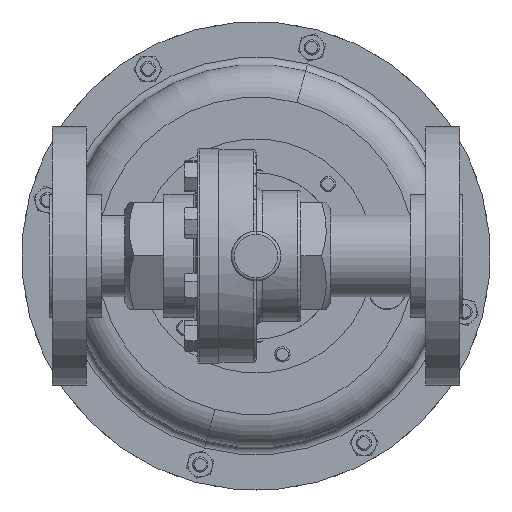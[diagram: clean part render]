
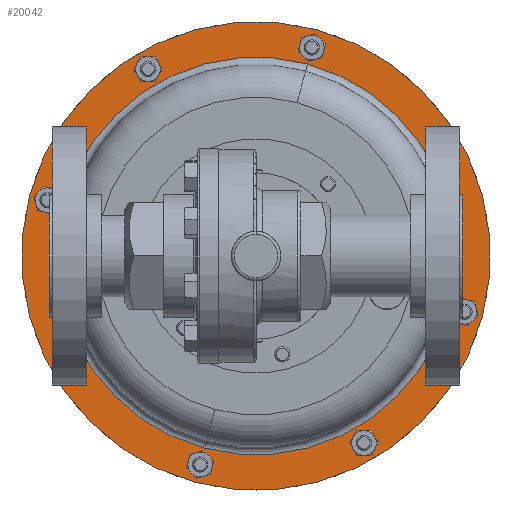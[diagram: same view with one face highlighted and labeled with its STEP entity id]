
A CAD part, front view. The second image highlights one B-rep face of the part: STEP entity #20042.
In plain terms, the highlighted planar face has unit normal (0, -1, 0).
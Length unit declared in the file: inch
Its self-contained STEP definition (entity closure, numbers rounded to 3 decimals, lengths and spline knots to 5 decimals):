
#443 = VERTEX_POINT ( 'NONE', #7961 ) ;
#1086 = DIRECTION ( 'NONE',  ( 0., 1., 0. ) ) ;
#1099 = EDGE_CURVE ( 'NONE', #3534, #443, #15608, .T. ) ;
#1341 = CARTESIAN_POINT ( 'NONE',  ( 2.28313, 10.57865, 3.87371 ) ) ;
#1828 = EDGE_CURVE ( 'NONE', #443, #3534, #16436, .T. ) ;
#2737 = DIRECTION ( 'NONE',  ( 0., -1., 0. ) ) ;
#3534 = VERTEX_POINT ( 'NONE', #32661 ) ;
#4169 = DIRECTION ( 'NONE',  ( 0.259, 0., 0.966 ) ) ;
#4682 = ORIENTED_EDGE ( 'NONE', *, *, #20927, .F. ) ;
#6903 = FACE_OUTER_BOUND ( 'NONE', #28855, .T. ) ;
#7961 = CARTESIAN_POINT ( 'NONE',  ( 1.24035, 10.57865, -0.01801 ) ) ;
#8228 = CARTESIAN_POINT ( 'NONE',  ( 6.87128, 10.57865, 2.64432 ) ) ;
#10679 = CARTESIAN_POINT ( 'NONE',  ( 2.28313, 10.57865, 3.87371 ) ) ;
#10923 = CARTESIAN_POINT ( 'NONE',  ( 1.05374, 10.57865, -0.71444 ) ) ;
#11425 = AXIS2_PLACEMENT_3D ( 'NONE', #10679, #19736, #16636 ) ;
#12340 = DIRECTION ( 'NONE',  ( 0., 1., 0. ) ) ;
#13943 = PLANE ( 'NONE',  #18693 ) ;
#14174 = VERTEX_POINT ( 'NONE', #10923 ) ;
#14252 = CARTESIAN_POINT ( 'NONE',  ( 3.51252, 10.57865, 8.46186 ) ) ;
#14283 = ORIENTED_EDGE ( 'NONE', *, *, #1828, .T. ) ;
#15608 = CIRCLE ( 'NONE', #11425, 4.029 ) ;
#16436 = CIRCLE ( 'NONE', #19314, 4.029 ) ;
#16636 = DIRECTION ( 'NONE',  ( 0.259, 0., 0.966 ) ) ;
#17856 = CARTESIAN_POINT ( 'NONE',  ( 2.28313, 10.57865, 3.87371 ) ) ;
#18480 = AXIS2_PLACEMENT_3D ( 'NONE', #17856, #1086, #20565 ) ;
#18693 = AXIS2_PLACEMENT_3D ( 'NONE', #8228, #2737, #22176 ) ;
#19314 = AXIS2_PLACEMENT_3D ( 'NONE', #31604, #12340, #28824 ) ;
#19736 = DIRECTION ( 'NONE',  ( 0., 1., 0. ) ) ;
#20042 = ADVANCED_FACE ( 'NONE', ( #28182, #6903 ), #13943, .T. ) ;
#20565 = DIRECTION ( 'NONE',  ( 0.259, 0., 0.966 ) ) ;
#20829 = DIRECTION ( 'NONE',  ( 0., 1., 0. ) ) ;
#20927 = EDGE_CURVE ( 'NONE', #33861, #14174, #21663, .T. ) ;
#21663 = CIRCLE ( 'NONE', #18480, 4.75 ) ;
#22176 = DIRECTION ( 'NONE',  ( -0.259, 0., -0.966 ) ) ;
#23990 = ORIENTED_EDGE ( 'NONE', *, *, #28372, .F. ) ;
#26809 = ORIENTED_EDGE ( 'NONE', *, *, #1099, .T. ) ;
#28182 = FACE_BOUND ( 'NONE', #32183, .T. ) ;
#28372 = EDGE_CURVE ( 'NONE', #14174, #33861, #35314, .T. ) ;
#28824 = DIRECTION ( 'NONE',  ( 0.259, 0., 0.966 ) ) ;
#28855 = EDGE_LOOP ( 'NONE', ( #4682, #23990 ) ) ;
#29212 = AXIS2_PLACEMENT_3D ( 'NONE', #1341, #20829, #4169 ) ;
#31604 = CARTESIAN_POINT ( 'NONE',  ( 2.28313, 10.57865, 3.87371 ) ) ;
#32183 = EDGE_LOOP ( 'NONE', ( #26809, #14283 ) ) ;
#32661 = CARTESIAN_POINT ( 'NONE',  ( 3.32591, 10.57865, 7.76542 ) ) ;
#33861 = VERTEX_POINT ( 'NONE', #14252 ) ;
#35314 = CIRCLE ( 'NONE', #29212, 4.75 ) ;
